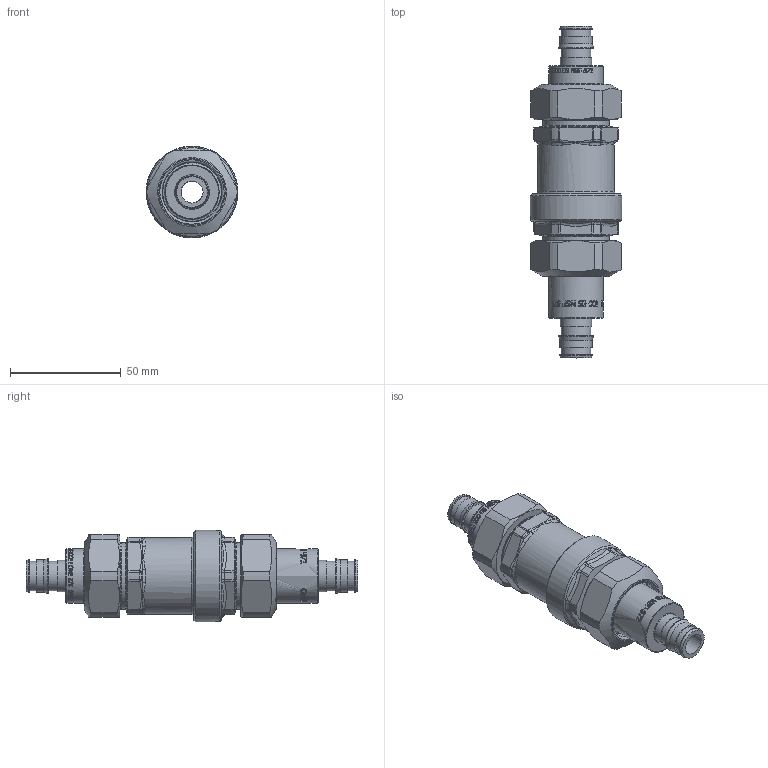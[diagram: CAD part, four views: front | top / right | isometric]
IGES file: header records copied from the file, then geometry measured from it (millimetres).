
Global section: file name: 127142AFC_Simplify_1; native system: Autodesk Inventor 2025; preprocessor: unknown; author: ischreiner; date: 20250728.135237; units: inch
Bounding box: 41.36 x 149.62 x 41.35 mm (x, y, z)
Volume: 52879.9 mm3; surface area: 37184 mm2
Topology: 5 solids, 5 shells, 1243 faces, 3342 edges, 2212 vertices
Faces by surface type: bspline 1243
